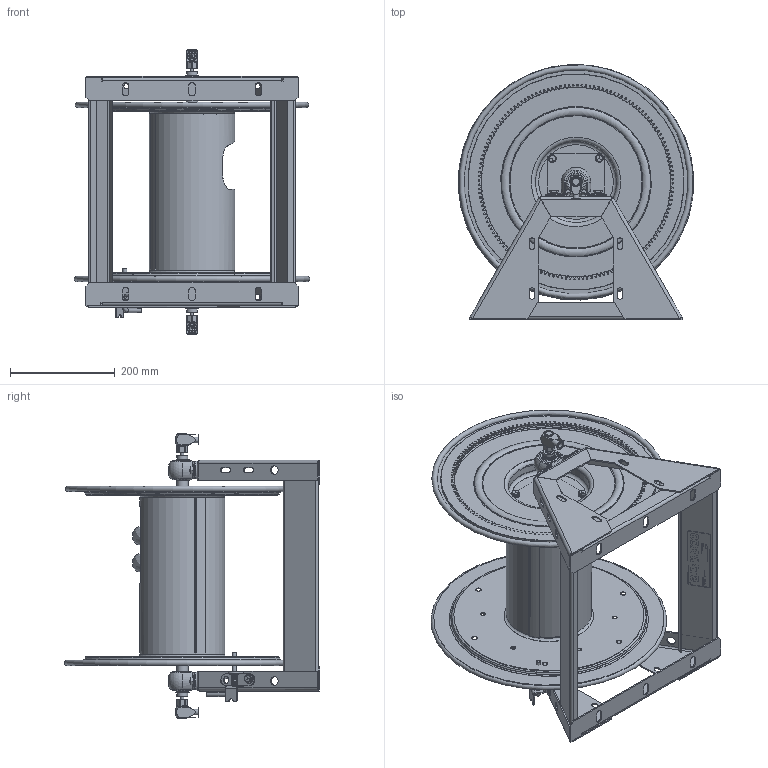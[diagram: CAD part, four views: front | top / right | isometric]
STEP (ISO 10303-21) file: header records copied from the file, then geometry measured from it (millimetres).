
FILE_DESCRIPTION(/* description */ (''),/* implementation_level */ '2;1');
FILE_NAME(/* name */ '1275HPL-C-12_SHARED.stp',/* time_stamp */ '2020-03-16T09:55:35-07:00',/* author */ ('NMelton'),/* organization */ (''),/* preprocessor_version */ 'ST-DEVELOPER v17',/* originating_system */ 'Autodesk Inventor 2019',/* authorisation */ '');
FILE_SCHEMA (('AUTOMOTIVE_DESIGN { 1 0 10303 214 3 1 1 }'));
Products named in the file (1): 1275HPL-C-12_SHARED
Bounding box: 450.47 x 487.75 x 546.35 mm (x, y, z)
Surface area: 1724273.6 mm2 (no closed solid volume)
Topology: 0 solids, 125 shells, 2741 faces, 9424 edges, 6600 vertices
Faces by surface type: cylinder 1133, plane 861, cone 328, bspline 293, torus 92, sphere 34
Full cylindrical faces by diameter (mm): 1.245 x4, 1.321 x4, 2.54 x1, 3.048 x1, 3.975 x6, 4.978 x2, 6.35 x2, 6.985 x4, 7.925 x3, 7.938 x11, 8.382 x2, 8.636 x6, 8.738 x1, 8.763 x1, 10.414 x6, 10.592 x2, 11.43 x9, 12.7 x4, 12.859 x4, 13.398 x2, 13.868 x2, 14.186 x4, 15.875 x2, 16.662 x4, 16.764 x1, 17.615 x1, 18.644 x2, 19.253 x2, 20.625 x4, 20.955 x4
Entity records: 118229 total; most frequent: CARTESIAN_POINT 39706, ORIENTED_EDGE 15450, DIRECTION 14474, EDGE_CURVE 9364, VERTEX_POINT 6600, AXIS2_PLACEMENT_3D 5196, LINE 4082, VECTOR 4082
